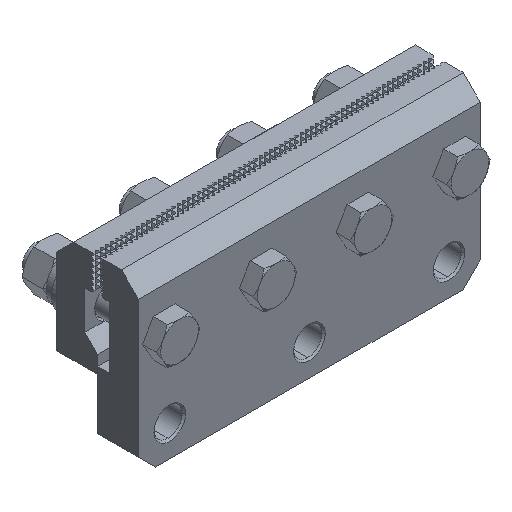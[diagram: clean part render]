
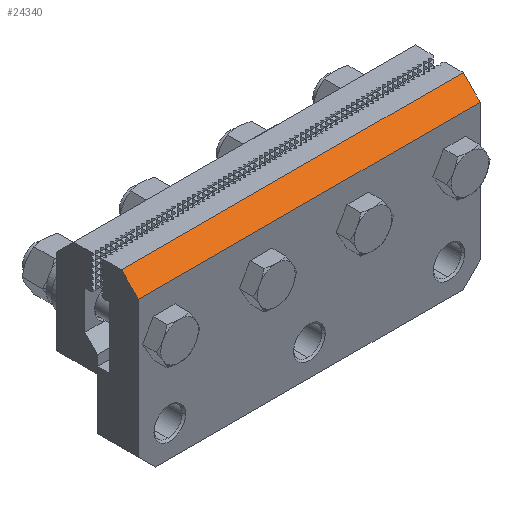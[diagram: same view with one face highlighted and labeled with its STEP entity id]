
A CAD part, isometric view. The second image highlights one B-rep face of the part: STEP entity #24340.
In plain terms, the highlighted free-form (B-spline) face has degree [1, 1] with [2, 2] control points.
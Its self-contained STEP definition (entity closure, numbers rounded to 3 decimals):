
#983 = VERTEX_POINT('',#984);
#984 = CARTESIAN_POINT('',(0.,-13.436,22.394));
#989 = EDGE_CURVE('',#990,#983,#992,.T.);
#990 = VERTEX_POINT('',#991);
#991 = CARTESIAN_POINT('',(223.942,-13.436,
    22.394));
#992 = B_SPLINE_CURVE_WITH_KNOTS('',1,(#993,#994),.UNSPECIFIED.,.F.,.F.,
  (2,2),(-0.,200.),.PIECEWISE_BEZIER_KNOTS.);
#993 = CARTESIAN_POINT('',(223.942,-13.436,
    22.394));
#994 = CARTESIAN_POINT('',(0.,-13.436,22.394));
#23787 = VERTEX_POINT('',#23788);
#23788 = CARTESIAN_POINT('',(0.,-24.634,11.197));
#23793 = EDGE_CURVE('',#983,#23787,#23794,.T.);
#23794 = B_SPLINE_CURVE_WITH_KNOTS('',1,(#23795,#23796),.UNSPECIFIED.,
  .F.,.F.,(2,2),(0.,14.142),.PIECEWISE_BEZIER_KNOTS.);
#23795 = CARTESIAN_POINT('',(0.,-13.436,22.394));
#23796 = CARTESIAN_POINT('',(0.,-24.634,11.197));
#24214 = EDGE_CURVE('',#990,#24215,#24217,.T.);
#24215 = VERTEX_POINT('',#24216);
#24216 = CARTESIAN_POINT('',(223.942,-24.634,
    11.197));
#24217 = B_SPLINE_CURVE_WITH_KNOTS('',1,(#24218,#24219),.UNSPECIFIED.,
  .F.,.F.,(2,2),(0.,14.142),.PIECEWISE_BEZIER_KNOTS.);
#24218 = CARTESIAN_POINT('',(223.942,-13.436,
    22.394));
#24219 = CARTESIAN_POINT('',(223.942,-24.634,
    11.197));
#24340 = ADVANCED_FACE('',(#24341),#24351,.F.);
#24341 = FACE_BOUND('',#24342,.T.);
#24342 = EDGE_LOOP('',(#24343,#24344,#24349,#24350));
#24343 = ORIENTED_EDGE('',*,*,#23793,.T.);
#24344 = ORIENTED_EDGE('',*,*,#24345,.F.);
#24345 = EDGE_CURVE('',#24215,#23787,#24346,.T.);
#24346 = B_SPLINE_CURVE_WITH_KNOTS('',1,(#24347,#24348),.UNSPECIFIED.,
  .F.,.F.,(2,2),(-0.,200.),.PIECEWISE_BEZIER_KNOTS.);
#24347 = CARTESIAN_POINT('',(223.942,-24.634,
    11.197));
#24348 = CARTESIAN_POINT('',(0.,-24.634,11.197));
#24349 = ORIENTED_EDGE('',*,*,#24214,.F.);
#24350 = ORIENTED_EDGE('',*,*,#989,.T.);
#24351 = B_SPLINE_SURFACE_WITH_KNOTS('',1,1,(
    (#24352,#24353)
    ,(#24354,#24355
    )),.UNSPECIFIED.,.F.,.F.,.F.,(2,2),(2,2),(-14.142,0.),(-200.
    ,0.),.PIECEWISE_BEZIER_KNOTS.);
#24352 = CARTESIAN_POINT('',(0.,-24.634,11.197));
#24353 = CARTESIAN_POINT('',(223.942,-24.634,
    11.197));
#24354 = CARTESIAN_POINT('',(0.,-13.436,22.394));
#24355 = CARTESIAN_POINT('',(223.942,-13.436,
    22.394));
